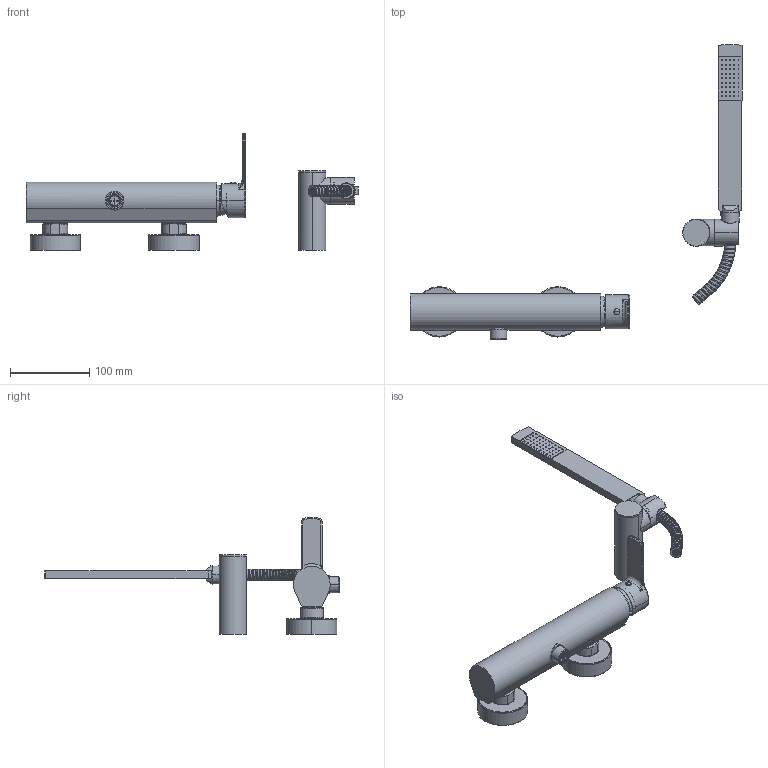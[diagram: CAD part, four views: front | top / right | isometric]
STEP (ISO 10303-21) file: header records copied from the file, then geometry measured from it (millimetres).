
FILE_DESCRIPTION((''),'2;1');
FILE_NAME('WS168DCR','2021-11-05T12:53:33',('ut3'),('PAFFONI SpA'),'CREO PARAMETRIC BY PTC INC, 2020044','CREO PARAMETRIC BY PTC INC, 2020044','');
FILE_SCHEMA(('CONFIG_CONTROL_DESIGN','SHAPE_APPEARANCE_LAYERS_GROUPS'));
Length unit declared in the file: millimetre
Products named in the file (1): WS168DCR
Bounding box: 419.75 x 372.84 x 147.91 mm (x, y, z)
Volume: 387775.7 mm3; surface area: 237490.3 mm2
Topology: 3 solids, 3 shells, 2106 faces, 5437 edges, 3406 vertices
Faces by surface type: plane 1109, cylinder 554, torus 139, bspline 129, cone 121, sphere 54
Entity records: 118511 total; most frequent: CARTESIAN_POINT 53100, ORIENTED_EDGE 10836, DIRECTION 10136, EDGE_CURVE 5418, AXIS2_PLACEMENT_3D 3547, VERTEX_POINT 3405, VECTOR 3042, LINE 3042
